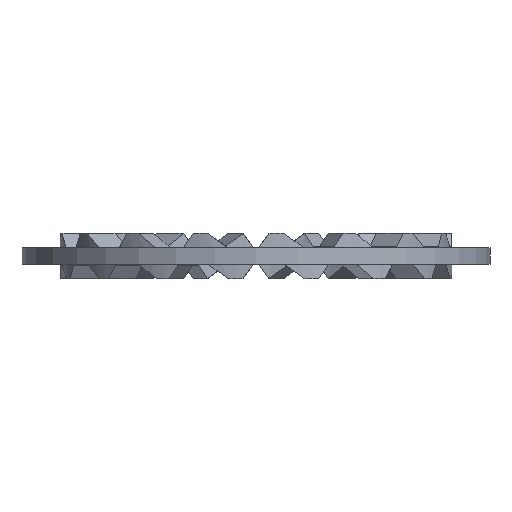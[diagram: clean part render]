
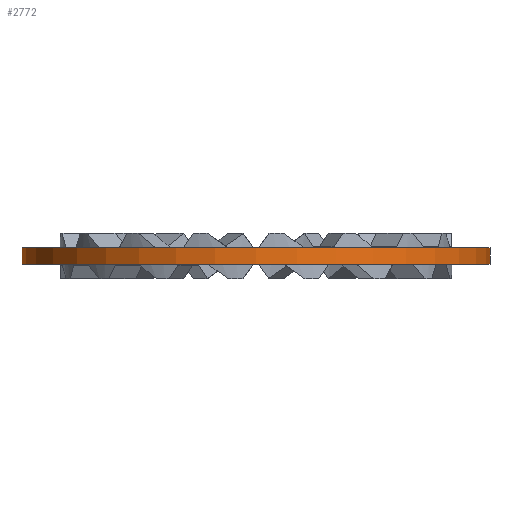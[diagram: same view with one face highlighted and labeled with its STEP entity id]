
A CAD part, front view. The second image highlights one B-rep face of the part: STEP entity #2772.
In plain terms, the highlighted cylindrical face has radius 20 mm (diameter 40 mm), a partial arc.
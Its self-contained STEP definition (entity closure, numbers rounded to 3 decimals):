
#90 = DIRECTION ( 'NONE',  ( 0., 0., 1. ) ) ;
#369 = EDGE_LOOP ( 'NONE', ( #1637, #1369, #4372, #2066 ) ) ;
#543 = LINE ( 'NONE', #4067, #2577 ) ;
#852 = DIRECTION ( 'NONE',  ( 0., 0., 1. ) ) ;
#875 = CIRCLE ( 'NONE', #2444, 20. ) ;
#1108 = DIRECTION ( 'NONE',  ( 0., 0., 1. ) ) ;
#1118 = VERTEX_POINT ( 'NONE', #3185 ) ;
#1369 = ORIENTED_EDGE ( 'NONE', *, *, #3096, .T. ) ;
#1401 = CYLINDRICAL_SURFACE ( 'NONE', #3952, 20. ) ;
#1429 = CARTESIAN_POINT ( 'NONE',  ( 20., 0., -0.7 ) ) ;
#1511 = DIRECTION ( 'NONE',  ( 1., 0., 0. ) ) ;
#1555 = VERTEX_POINT ( 'NONE', #4663 ) ;
#1637 = ORIENTED_EDGE ( 'NONE', *, *, #3591, .F. ) ;
#1991 = DIRECTION ( 'NONE',  ( 0., 0., 1. ) ) ;
#2066 = ORIENTED_EDGE ( 'NONE', *, *, #4167, .F. ) ;
#2350 = VECTOR ( 'NONE', #3388, 1000. ) ;
#2444 = AXIS2_PLACEMENT_3D ( 'NONE', #3886, #1108, #1511 ) ;
#2577 = VECTOR ( 'NONE', #90, 1000. ) ;
#2659 = EDGE_CURVE ( 'NONE', #1555, #1118, #5017, .T. ) ;
#2772 = ADVANCED_FACE ( 'NONE', ( #3379 ), #1401, .T. ) ;
#3096 = EDGE_CURVE ( 'NONE', #3989, #1555, #4195, .T. ) ;
#3185 = CARTESIAN_POINT ( 'NONE',  ( 20., 0., 0.7 ) ) ;
#3367 = VERTEX_POINT ( 'NONE', #3864 ) ;
#3379 = FACE_OUTER_BOUND ( 'NONE', #369, .T. ) ;
#3388 = DIRECTION ( 'NONE',  ( 0., 0., 1. ) ) ;
#3558 = DIRECTION ( 'NONE',  ( 1., 0., 0. ) ) ;
#3591 = EDGE_CURVE ( 'NONE', #3989, #3367, #543, .T. ) ;
#3780 = CARTESIAN_POINT ( 'NONE',  ( -20., 0., -0.7 ) ) ;
#3864 = CARTESIAN_POINT ( 'NONE',  ( -20., 0., 0.7 ) ) ;
#3886 = CARTESIAN_POINT ( 'NONE',  ( 0., 0., 0.7 ) ) ;
#3952 = AXIS2_PLACEMENT_3D ( 'NONE', #4084, #852, #4874 ) ;
#3989 = VERTEX_POINT ( 'NONE', #3780 ) ;
#4067 = CARTESIAN_POINT ( 'NONE',  ( -20., 0., -0.7 ) ) ;
#4084 = CARTESIAN_POINT ( 'NONE',  ( 0., 0., -0.7 ) ) ;
#4167 = EDGE_CURVE ( 'NONE', #3367, #1118, #875, .T. ) ;
#4195 = CIRCLE ( 'NONE', #4449, 20. ) ;
#4372 = ORIENTED_EDGE ( 'NONE', *, *, #2659, .T. ) ;
#4413 = CARTESIAN_POINT ( 'NONE',  ( 0., 0., -0.7 ) ) ;
#4449 = AXIS2_PLACEMENT_3D ( 'NONE', #4413, #1991, #3558 ) ;
#4663 = CARTESIAN_POINT ( 'NONE',  ( 20., 0., -0.7 ) ) ;
#4874 = DIRECTION ( 'NONE',  ( 1., 0., 0. ) ) ;
#5017 = LINE ( 'NONE', #1429, #2350 ) ;
